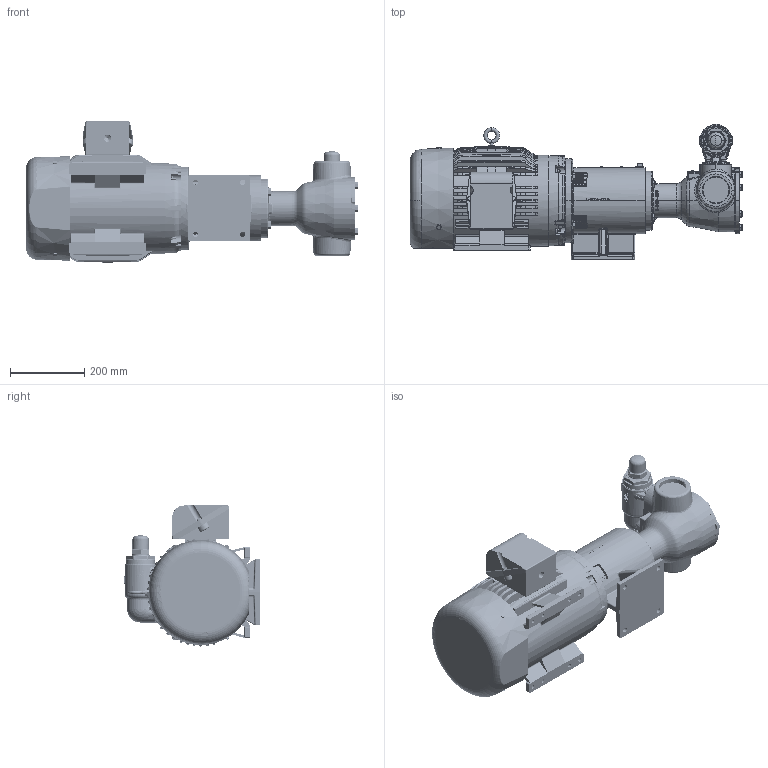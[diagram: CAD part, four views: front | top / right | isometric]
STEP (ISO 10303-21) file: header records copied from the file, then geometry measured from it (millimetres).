
FILE_DESCRIPTION (( 'STEP AP214' ), '1' );
FILE_NAME ('AV-591.STEP', '2019-12-03T17:05:36', ( '' ), ( '' ), 'SwSTEP 2.0', 'SolidWorks 2018', '' );
FILE_SCHEMA (( 'AUTOMOTIVE_DESIGN' ));
Length unit declared in the file: inch
Products named in the file (1): AV-591
Bounding box: 893.2 x 364.51 x 379.46 mm (x, y, z)
Volume: 35575735.8 mm3; surface area: 1498708.2 mm2
Topology: 1 solids, 1 shells, 8782 faces, 23268 edges, 15154 vertices
Faces by surface type: plane 4786, bspline 2330, cylinder 864, cone 489, torus 240, sphere 73
Entity records: 509500 total; most frequent: CARTESIAN_POINT 258219, ORIENTED_EDGE 46390, DIRECTION 30076, EDGE_CURVE 23195, VERTEX_POINT 15146, VECTOR 12956, LINE 12956, EDGE_LOOP 9655
